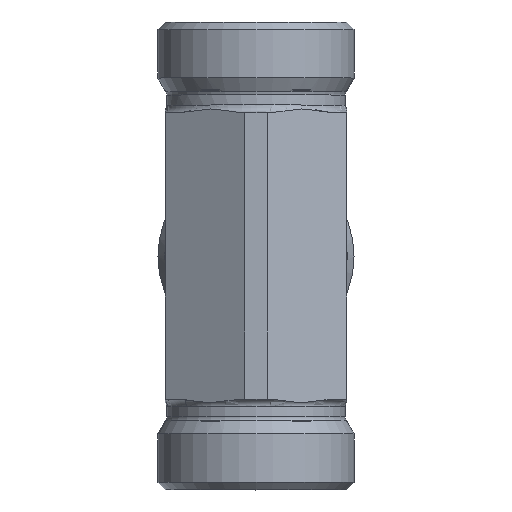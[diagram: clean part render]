
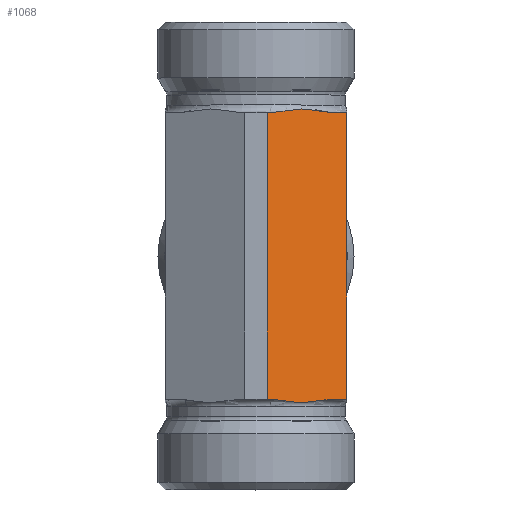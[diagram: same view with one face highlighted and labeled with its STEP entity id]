
A CAD part, top view. The second image highlights one B-rep face of the part: STEP entity #1068.
In plain terms, the highlighted planar face has unit normal (0.5, 0, 0.866).
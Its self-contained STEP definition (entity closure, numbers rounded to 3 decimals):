
#256=CARTESIAN_POINT('',(-16.465,28.544,34.69));
#257=VERTEX_POINT('',#256);
#265=CARTESIAN_POINT('',(-8.504,28.544,30.094));
#266=VERTEX_POINT('',#265);
#267=CARTESIAN_POINT('',(-8.504,28.544,30.094));
#268=CARTESIAN_POINT('',(-8.945,28.544,30.349));
#269=CARTESIAN_POINT('',(-9.471,28.603,30.652));
#270=CARTESIAN_POINT('',(-10.714,28.795,31.37));
#271=CARTESIAN_POINT('',(-11.671,29.017,31.923));
#272=CARTESIAN_POINT('',(-12.485,29.017,32.392));
#273=CARTESIAN_POINT('',(-13.298,29.017,32.862));
#274=CARTESIAN_POINT('',(-14.256,28.795,33.415));
#275=CARTESIAN_POINT('',(-15.499,28.603,34.132));
#276=CARTESIAN_POINT('',(-16.025,28.544,34.436));
#277=CARTESIAN_POINT('',(-16.465,28.544,34.69));
#278=B_SPLINE_CURVE_WITH_KNOTS('',3,(#267,#268,#269,#270,#271,#272,#273,#274,#275,#276,#277),.UNSPECIFIED.,.F.,.U.,(4,2,3,2,4),(-0.434,-0.282,0.0,0.282,0.434),.UNSPECIFIED.);
#279=EDGE_CURVE('',#266,#257,#278,.T.);
#999=CARTESIAN_POINT('',(-16.985,9.544,34.99));
#1000=DIRECTION('',(0.5,0.0,0.866));
#1001=DIRECTION('',(0.866,0.0,-0.5));
#1002=AXIS2_PLACEMENT_3D('',#999,#1000,#1001);
#1003=PLANE('',#1002);
#1004=CARTESIAN_POINT('',(-16.985,28.544,34.99));
#1005=VERTEX_POINT('',#1004);
#1006=CARTESIAN_POINT('',(-16.465,28.544,34.69));
#1007=DIRECTION('',(-0.866,0.0,0.5));
#1008=VECTOR('',#1007,0.6);
#1009=LINE('',#1006,#1008);
#1010=EDGE_CURVE('',#257,#1005,#1009,.T.);
#1011=ORIENTED_EDGE('',*,*,#1010,.T.);
#1012=CARTESIAN_POINT('',(-16.985,-9.456,34.99));
#1013=VERTEX_POINT('',#1012);
#1014=CARTESIAN_POINT('',(-16.985,28.544,34.99));
#1015=DIRECTION('',(0.0,-1.0,0.0));
#1016=VECTOR('',#1015,38.0);
#1017=LINE('',#1014,#1016);
#1018=EDGE_CURVE('',#1005,#1013,#1017,.T.);
#1019=ORIENTED_EDGE('',*,*,#1018,.T.);
#1020=CARTESIAN_POINT('',(-16.465,-9.456,34.69));
#1021=VERTEX_POINT('',#1020);
#1022=CARTESIAN_POINT('',(-16.985,-9.456,34.99));
#1023=DIRECTION('',(0.866,0.0,-0.5));
#1024=VECTOR('',#1023,0.6);
#1025=LINE('',#1022,#1024);
#1026=EDGE_CURVE('',#1013,#1021,#1025,.T.);
#1027=ORIENTED_EDGE('',*,*,#1026,.T.);
#1028=CARTESIAN_POINT('',(-8.504,-9.456,30.094));
#1029=VERTEX_POINT('',#1028);
#1030=CARTESIAN_POINT('',(-16.465,-9.456,34.69));
#1031=CARTESIAN_POINT('',(-16.025,-9.456,34.436));
#1032=CARTESIAN_POINT('',(-15.499,-9.515,34.132));
#1033=CARTESIAN_POINT('',(-14.256,-9.707,33.415));
#1034=CARTESIAN_POINT('',(-13.298,-9.929,32.862));
#1035=CARTESIAN_POINT('',(-11.671,-9.929,31.923));
#1036=CARTESIAN_POINT('',(-10.714,-9.707,31.37));
#1037=CARTESIAN_POINT('',(-9.471,-9.515,30.652));
#1038=CARTESIAN_POINT('',(-8.945,-9.456,30.349));
#1039=CARTESIAN_POINT('',(-8.504,-9.456,30.094));
#1040=B_SPLINE_CURVE_WITH_KNOTS('',3,(#1030,#1031,#1032,#1033,#1034,#1035,#1036,#1037,#1038,#1039),.UNSPECIFIED.,.F.,.U.,(4,2,2,2,4),(0.949,1.101,1.383,1.665,1.818),.UNSPECIFIED.);
#1041=EDGE_CURVE('',#1021,#1029,#1040,.T.);
#1042=ORIENTED_EDGE('',*,*,#1041,.T.);
#1043=CARTESIAN_POINT('',(-6.485,-9.456,28.928));
#1044=VERTEX_POINT('',#1043);
#1045=CARTESIAN_POINT('',(-8.504,-9.456,30.094));
#1046=DIRECTION('',(0.866,0.0,-0.5));
#1047=VECTOR('',#1046,2.332);
#1048=LINE('',#1045,#1047);
#1049=EDGE_CURVE('',#1029,#1044,#1048,.T.);
#1050=ORIENTED_EDGE('',*,*,#1049,.T.);
#1051=CARTESIAN_POINT('',(-6.485,28.544,28.928));
#1052=VERTEX_POINT('',#1051);
#1053=CARTESIAN_POINT('',(-6.485,28.544,28.928));
#1054=DIRECTION('',(0.0,-1.0,0.0));
#1055=VECTOR('',#1054,38.0);
#1056=LINE('',#1053,#1055);
#1057=EDGE_CURVE('',#1052,#1044,#1056,.T.);
#1058=ORIENTED_EDGE('',*,*,#1057,.F.);
#1059=CARTESIAN_POINT('',(-6.485,28.544,28.928));
#1060=DIRECTION('',(-0.866,0.0,0.5));
#1061=VECTOR('',#1060,2.332);
#1062=LINE('',#1059,#1061);
#1063=EDGE_CURVE('',#1052,#266,#1062,.T.);
#1064=ORIENTED_EDGE('',*,*,#1063,.T.);
#1065=ORIENTED_EDGE('',*,*,#279,.T.);
#1066=EDGE_LOOP('',(#1011,#1019,#1027,#1042,#1050,#1058,#1064,#1065));
#1067=FACE_OUTER_BOUND('',#1066,.T.);
#1068=ADVANCED_FACE('',(#1067),#1003,.T.);
